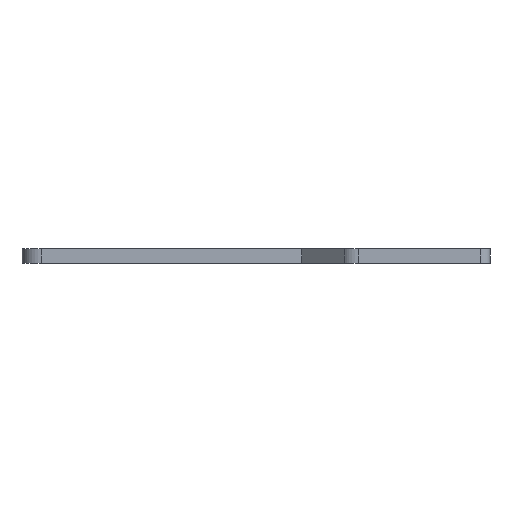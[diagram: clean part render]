
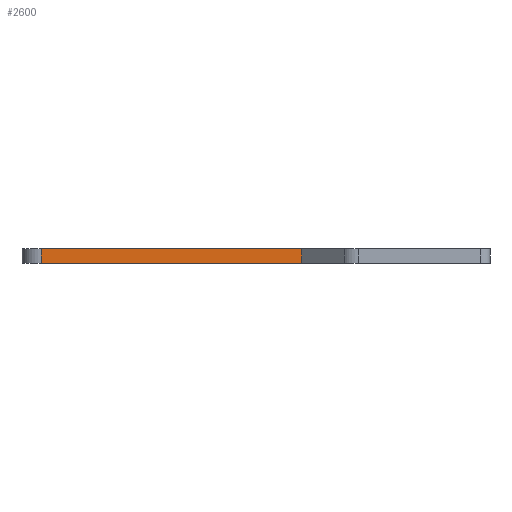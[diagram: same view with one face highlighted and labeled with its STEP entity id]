
A CAD part, left-side view. The second image highlights one B-rep face of the part: STEP entity #2600.
In plain terms, the highlighted planar face has unit normal (-1, 0, 0).
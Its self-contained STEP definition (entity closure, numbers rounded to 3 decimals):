
#605=DIRECTION('',(0.,1.,0.));
#606=VECTOR('',#605,27.);
#607=CARTESIAN_POINT('',(-1.75,-20.,0.));
#608=LINE('',#607,#606);
#612=DIRECTION('',(0.,0.,-1.));
#613=VECTOR('',#612,1.5);
#614=CARTESIAN_POINT('',(-1.75,-20.,1.5));
#615=LINE('',#614,#613);
#626=DIRECTION('',(0.,0.,-1.));
#627=VECTOR('',#626,1.5);
#628=CARTESIAN_POINT('',(-1.75,7.,1.5));
#629=LINE('',#628,#627);
#668=DIRECTION('',(0.,1.,0.));
#669=VECTOR('',#668,27.);
#670=CARTESIAN_POINT('',(-1.75,-20.,1.5));
#671=LINE('',#670,#669);
#2043=CARTESIAN_POINT('',(-1.75,-20.,0.));
#2044=CARTESIAN_POINT('',(-1.75,7.,0.));
#2045=VERTEX_POINT('',#2043);
#2046=VERTEX_POINT('',#2044);
#2217=CARTESIAN_POINT('',(-1.75,7.,1.5));
#2218=VERTEX_POINT('',#2217);
#2219=CARTESIAN_POINT('',(-1.75,-20.,1.5));
#2220=VERTEX_POINT('',#2219);
#2586=CARTESIAN_POINT('',(-1.75,9.,-0.15));
#2587=DIRECTION('',(1.,0.,0.));
#2588=DIRECTION('',(0.,-1.,0.));
#2589=AXIS2_PLACEMENT_3D('',#2586,#2587,#2588);
#2590=PLANE('',#2589);
#2591=ORIENTED_EDGE('',*,*,#2396,.T.);
#2593=ORIENTED_EDGE('',*,*,#2592,.F.);
#2595=ORIENTED_EDGE('',*,*,#2594,.F.);
#2597=ORIENTED_EDGE('',*,*,#2596,.T.);
#2598=EDGE_LOOP('',(#2591,#2593,#2595,#2597));
#2599=FACE_OUTER_BOUND('',#2598,.F.);
#2396=EDGE_CURVE('',#2045,#2046,#608,.T.);
#2592=EDGE_CURVE('',#2218,#2046,#629,.T.);
#2594=EDGE_CURVE('',#2220,#2218,#671,.T.);
#2596=EDGE_CURVE('',#2220,#2045,#615,.T.);
#2600=ADVANCED_FACE('',(#2599),#2590,.F.);
